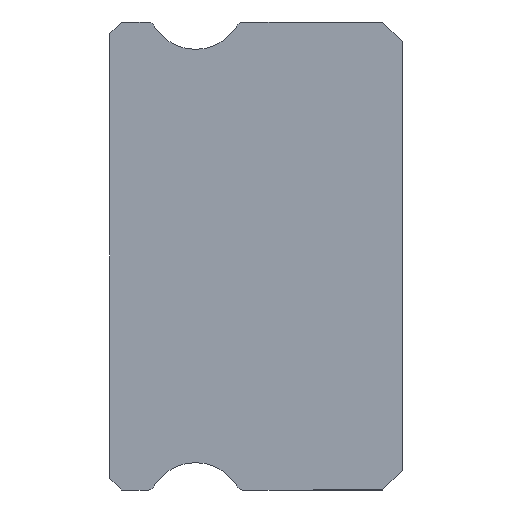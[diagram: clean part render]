
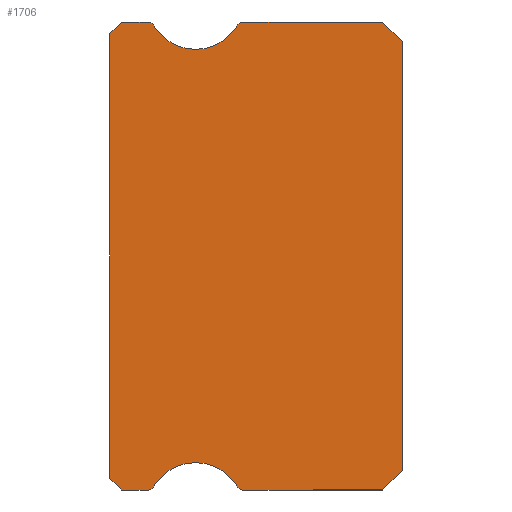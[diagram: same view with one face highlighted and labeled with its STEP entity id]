
A CAD part, left-side view. The second image highlights one B-rep face of the part: STEP entity #1706.
In plain terms, the highlighted planar face has unit normal (-1, 0, 0).
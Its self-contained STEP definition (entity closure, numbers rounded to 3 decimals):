
#15 = CARTESIAN_POINT ( 'NONE',  ( -5., 6.512, -6. ) ) ;
#16 = VECTOR ( 'NONE', #290, 1000. ) ;
#48 = ORIENTED_EDGE ( 'NONE', *, *, #1483, .F. ) ;
#61 = LINE ( 'NONE', #128, #740 ) ;
#67 = CARTESIAN_POINT ( 'NONE',  ( -5., 4.088, 5.85 ) ) ;
#93 = EDGE_CURVE ( 'NONE', #336, #1019, #169, .T. ) ;
#102 = VECTOR ( 'NONE', #2039, 1000. ) ;
#128 = CARTESIAN_POINT ( 'NONE',  ( -5., 7.5, 5.85 ) ) ;
#143 = CIRCLE ( 'NONE', #2033, 0.15 ) ;
#151 = EDGE_LOOP ( 'NONE', ( #958, #1180, #704, #445, #844, #338, #1889, #1303, #1586, #2026, #48, #1572, #206, #305, #1736, #1551, #919 ) ) ;
#159 = EDGE_CURVE ( 'NONE', #1871, #1746, #1233, .T. ) ;
#167 = DIRECTION ( 'NONE',  ( 0., 0., -1. ) ) ;
#169 = LINE ( 'NONE', #1428, #835 ) ;
#177 = AXIS2_PLACEMENT_3D ( 'NONE', #224, #1307, #1619 ) ;
#206 = ORIENTED_EDGE ( 'NONE', *, *, #956, .F. ) ;
#224 = CARTESIAN_POINT ( 'NONE',  ( -5., 6.512, 5.85 ) ) ;
#240 = CIRCLE ( 'NONE', #1533, 1.25 ) ;
#246 = CARTESIAN_POINT ( 'NONE',  ( -5., 0.5, -6. ) ) ;
#270 = CARTESIAN_POINT ( 'NONE',  ( -5., 0., -5.5 ) ) ;
#278 = CARTESIAN_POINT ( 'NONE',  ( -5., 7.2, -6. ) ) ;
#290 = DIRECTION ( 'NONE',  ( 0., -0.707, -0.707 ) ) ;
#292 = CIRCLE ( 'NONE', #394, 1.25 ) ;
#305 = ORIENTED_EDGE ( 'NONE', *, *, #159, .F. ) ;
#311 = CARTESIAN_POINT ( 'NONE',  ( -5., 6.512, 6. ) ) ;
#336 = VERTEX_POINT ( 'NONE', #270 ) ;
#338 = ORIENTED_EDGE ( 'NONE', *, *, #2065, .F. ) ;
#363 = CARTESIAN_POINT ( 'NONE',  ( -5., 7.2, -6. ) ) ;
#394 = AXIS2_PLACEMENT_3D ( 'NONE', #684, #1311, #1214 ) ;
#406 = CARTESIAN_POINT ( 'NONE',  ( -5., 4.088, -5.85 ) ) ;
#419 = CARTESIAN_POINT ( 'NONE',  ( -5., 7.2, 6. ) ) ;
#437 = LINE ( 'NONE', #278, #16 ) ;
#445 = ORIENTED_EDGE ( 'NONE', *, *, #1462, .T. ) ;
#530 = DIRECTION ( 'NONE',  ( 0., 0.707, -0.707 ) ) ;
#532 = CARTESIAN_POINT ( 'NONE',  ( -5., 6.512, -6. ) ) ;
#534 = DIRECTION ( 'NONE',  ( -1., 0., 0. ) ) ;
#540 = VERTEX_POINT ( 'NONE', #1919 ) ;
#541 = DIRECTION ( 'NONE',  ( 1., 0., 0. ) ) ;
#547 = EDGE_CURVE ( 'NONE', #867, #1658, #1504, .T. ) ;
#553 = CARTESIAN_POINT ( 'NONE',  ( -5., 4.217, -5.925 ) ) ;
#564 = VECTOR ( 'NONE', #530, 1000. ) ;
#602 = VERTEX_POINT ( 'NONE', #1775 ) ;
#605 = DIRECTION ( 'NONE',  ( 0., 1., 0. ) ) ;
#624 = EDGE_CURVE ( 'NONE', #633, #867, #1444, .T. ) ;
#633 = VERTEX_POINT ( 'NONE', #246 ) ;
#661 = VERTEX_POINT ( 'NONE', #1490 ) ;
#664 = EDGE_CURVE ( 'NONE', #690, #764, #61, .T. ) ;
#665 = DIRECTION ( 'NONE',  ( 1., 0., 0. ) ) ;
#678 = EDGE_CURVE ( 'NONE', #540, #602, #1349, .T. ) ;
#682 = DIRECTION ( 'NONE',  ( 0., -0.707, -0.707 ) ) ;
#684 = CARTESIAN_POINT ( 'NONE',  ( -5., 5.3, -6.55 ) ) ;
#690 = VERTEX_POINT ( 'NONE', #737 ) ;
#691 = DIRECTION ( 'NONE',  ( 0., 0., -1. ) ) ;
#704 = ORIENTED_EDGE ( 'NONE', *, *, #1793, .T. ) ;
#706 = DIRECTION ( 'NONE',  ( 0., 0., -1. ) ) ;
#737 = CARTESIAN_POINT ( 'NONE',  ( -5., 7.5, -5.7 ) ) ;
#740 = VECTOR ( 'NONE', #1997, 1000. ) ;
#746 = VERTEX_POINT ( 'NONE', #1691 ) ;
#764 = VERTEX_POINT ( 'NONE', #1084 ) ;
#780 = CARTESIAN_POINT ( 'NONE',  ( -5., 4.088, -6. ) ) ;
#784 = VERTEX_POINT ( 'NONE', #2019 ) ;
#828 = CIRCLE ( 'NONE', #1802, 0.15 ) ;
#829 = DIRECTION ( 'NONE',  ( 0., -1., 0. ) ) ;
#835 = VECTOR ( 'NONE', #1744, 1000. ) ;
#844 = ORIENTED_EDGE ( 'NONE', *, *, #1456, .F. ) ;
#867 = VERTEX_POINT ( 'NONE', #780 ) ;
#889 = EDGE_CURVE ( 'NONE', #746, #784, #1093, .T. ) ;
#919 = ORIENTED_EDGE ( 'NONE', *, *, #678, .T. ) ;
#936 = DIRECTION ( 'NONE',  ( 0., -1., 0. ) ) ;
#937 = EDGE_CURVE ( 'NONE', #540, #1680, #1874, .T. ) ;
#950 = CARTESIAN_POINT ( 'NONE',  ( -5., 4.217, 5.925 ) ) ;
#956 = EDGE_CURVE ( 'NONE', #1746, #746, #828, .T. ) ;
#957 = LINE ( 'NONE', #1111, #102 ) ;
#958 = ORIENTED_EDGE ( 'NONE', *, *, #985, .T. ) ;
#974 = AXIS2_PLACEMENT_3D ( 'NONE', #1092, #1234, #2009 ) ;
#979 = VECTOR ( 'NONE', #605, 1000. ) ;
#985 = EDGE_CURVE ( 'NONE', #602, #764, #1159, .T. ) ;
#993 = CARTESIAN_POINT ( 'NONE',  ( -5., 0.5, 6. ) ) ;
#1003 = VECTOR ( 'NONE', #936, 1000. ) ;
#1019 = VERTEX_POINT ( 'NONE', #1146 ) ;
#1065 = VERTEX_POINT ( 'NONE', #363 ) ;
#1067 = VECTOR ( 'NONE', #829, 1000. ) ;
#1084 = CARTESIAN_POINT ( 'NONE',  ( -5., 7.5, 5.7 ) ) ;
#1089 = DIRECTION ( 'NONE',  ( -1., 0., 0. ) ) ;
#1092 = CARTESIAN_POINT ( 'NONE',  ( -5., 6.512, 5.85 ) ) ;
#1093 = LINE ( 'NONE', #311, #1003 ) ;
#1111 = CARTESIAN_POINT ( 'NONE',  ( -5., 0., -5.5 ) ) ;
#1119 = LINE ( 'NONE', #532, #1067 ) ;
#1126 = CARTESIAN_POINT ( 'NONE',  ( -5., 5.3, 5.3 ) ) ;
#1137 = DIRECTION ( 'NONE',  ( 0., 0., -1. ) ) ;
#1141 = DIRECTION ( 'NONE',  ( 0., 1., 0. ) ) ;
#1146 = CARTESIAN_POINT ( 'NONE',  ( -5., 0., 5.5 ) ) ;
#1159 = LINE ( 'NONE', #1804, #564 ) ;
#1178 = VERTEX_POINT ( 'NONE', #1696 ) ;
#1180 = ORIENTED_EDGE ( 'NONE', *, *, #664, .F. ) ;
#1214 = DIRECTION ( 'NONE',  ( 0., 0., -1. ) ) ;
#1233 = CIRCLE ( 'NONE', #1269, 1.25 ) ;
#1234 = DIRECTION ( 'NONE',  ( 1., 0., 0. ) ) ;
#1269 = AXIS2_PLACEMENT_3D ( 'NONE', #1955, #534, #1801 ) ;
#1280 = DIRECTION ( 'NONE',  ( 1., 0., 0. ) ) ;
#1281 = EDGE_CURVE ( 'NONE', #336, #633, #957, .T. ) ;
#1303 = ORIENTED_EDGE ( 'NONE', *, *, #624, .F. ) ;
#1307 = DIRECTION ( 'NONE',  ( 1., 0., 0. ) ) ;
#1311 = DIRECTION ( 'NONE',  ( -1., 0., 0. ) ) ;
#1324 = EDGE_CURVE ( 'NONE', #1680, #1871, #240, .T. ) ;
#1349 = LINE ( 'NONE', #419, #979 ) ;
#1391 = FACE_OUTER_BOUND ( 'NONE', #151, .T. ) ;
#1428 = CARTESIAN_POINT ( 'NONE',  ( -5., 0., 5.5 ) ) ;
#1444 = LINE ( 'NONE', #15, #1612 ) ;
#1456 = EDGE_CURVE ( 'NONE', #1178, #661, #143, .T. ) ;
#1462 = EDGE_CURVE ( 'NONE', #1065, #661, #1119, .T. ) ;
#1483 = EDGE_CURVE ( 'NONE', #784, #1019, #1794, .T. ) ;
#1490 = CARTESIAN_POINT ( 'NONE',  ( -5., 6.512, -6. ) ) ;
#1504 = CIRCLE ( 'NONE', #1643, 0.15 ) ;
#1533 = AXIS2_PLACEMENT_3D ( 'NONE', #1890, #1089, #167 ) ;
#1534 = VECTOR ( 'NONE', #682, 1000. ) ;
#1551 = ORIENTED_EDGE ( 'NONE', *, *, #937, .F. ) ;
#1572 = ORIENTED_EDGE ( 'NONE', *, *, #889, .F. ) ;
#1586 = ORIENTED_EDGE ( 'NONE', *, *, #1281, .F. ) ;
#1612 = VECTOR ( 'NONE', #1141, 1000. ) ;
#1619 = DIRECTION ( 'NONE',  ( 0., 0., -1. ) ) ;
#1630 = CARTESIAN_POINT ( 'NONE',  ( -5., 6.512, -5.85 ) ) ;
#1643 = AXIS2_PLACEMENT_3D ( 'NONE', #406, #1280, #706 ) ;
#1658 = VERTEX_POINT ( 'NONE', #553 ) ;
#1680 = VERTEX_POINT ( 'NONE', #1967 ) ;
#1691 = CARTESIAN_POINT ( 'NONE',  ( -5., 4.088, 6. ) ) ;
#1696 = CARTESIAN_POINT ( 'NONE',  ( -5., 6.383, -5.925 ) ) ;
#1706 = ADVANCED_FACE ( 'NONE', ( #1391 ), #1717, .F. ) ;
#1717 = PLANE ( 'NONE',  #974 ) ;
#1736 = ORIENTED_EDGE ( 'NONE', *, *, #1324, .F. ) ;
#1744 = DIRECTION ( 'NONE',  ( 0., 0., 1. ) ) ;
#1746 = VERTEX_POINT ( 'NONE', #950 ) ;
#1775 = CARTESIAN_POINT ( 'NONE',  ( -5., 7.2, 6. ) ) ;
#1793 = EDGE_CURVE ( 'NONE', #690, #1065, #437, .T. ) ;
#1794 = LINE ( 'NONE', #993, #1534 ) ;
#1801 = DIRECTION ( 'NONE',  ( 0., 0., -1. ) ) ;
#1802 = AXIS2_PLACEMENT_3D ( 'NONE', #67, #541, #691 ) ;
#1804 = CARTESIAN_POINT ( 'NONE',  ( -5., 7.5, 5.7 ) ) ;
#1871 = VERTEX_POINT ( 'NONE', #1126 ) ;
#1874 = CIRCLE ( 'NONE', #177, 0.15 ) ;
#1889 = ORIENTED_EDGE ( 'NONE', *, *, #547, .F. ) ;
#1890 = CARTESIAN_POINT ( 'NONE',  ( -5., 5.3, 6.55 ) ) ;
#1919 = CARTESIAN_POINT ( 'NONE',  ( -5., 6.512, 6. ) ) ;
#1955 = CARTESIAN_POINT ( 'NONE',  ( -5., 5.3, 6.55 ) ) ;
#1967 = CARTESIAN_POINT ( 'NONE',  ( -5., 6.383, 5.925 ) ) ;
#1997 = DIRECTION ( 'NONE',  ( 0., 0., 1. ) ) ;
#2009 = DIRECTION ( 'NONE',  ( 0., 0., -1. ) ) ;
#2019 = CARTESIAN_POINT ( 'NONE',  ( -5., 0.5, 6. ) ) ;
#2026 = ORIENTED_EDGE ( 'NONE', *, *, #93, .T. ) ;
#2033 = AXIS2_PLACEMENT_3D ( 'NONE', #1630, #665, #1137 ) ;
#2039 = DIRECTION ( 'NONE',  ( 0., 0.707, -0.707 ) ) ;
#2065 = EDGE_CURVE ( 'NONE', #1658, #1178, #292, .T. ) ;
